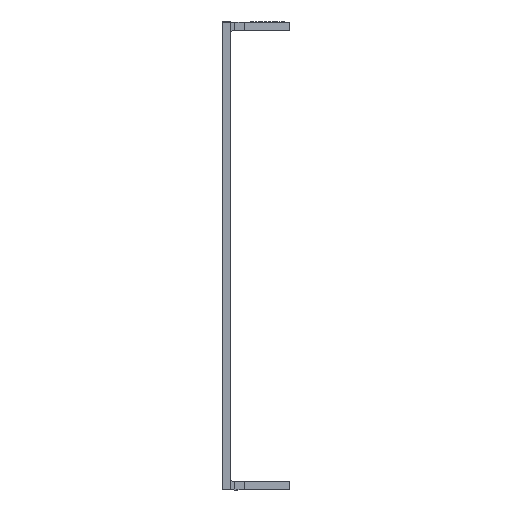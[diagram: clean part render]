
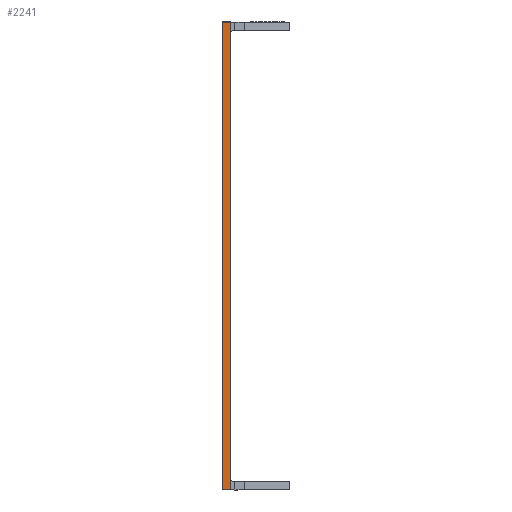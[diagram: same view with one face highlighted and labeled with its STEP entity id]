
A CAD part, left-side view. The second image highlights one B-rep face of the part: STEP entity #2241.
In plain terms, the highlighted planar face has unit normal (-1, 0, 0).
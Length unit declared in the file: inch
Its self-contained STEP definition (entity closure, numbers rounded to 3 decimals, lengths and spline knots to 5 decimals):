
#142 = CARTESIAN_POINT ( 'NONE',  ( -9.5, 0.06, -1.74 ) ) ;
#242 = VERTEX_POINT ( 'NONE', #23535 ) ;
#2241 = ADVANCED_FACE ( 'NONE', ( #3687 ), #28006, .T. ) ;
#2705 = ORIENTED_EDGE ( 'NONE', *, *, #13959, .F. ) ;
#3316 = VERTEX_POINT ( 'NONE', #3721 ) ;
#3326 = EDGE_CURVE ( 'NONE', #21331, #3316, #15702, .T. ) ;
#3687 = FACE_OUTER_BOUND ( 'NONE', #17836, .T. ) ;
#3721 = CARTESIAN_POINT ( 'NONE',  ( -9.5, 0.06, 1.74 ) ) ;
#3882 = DIRECTION ( 'NONE',  ( 0., 0., 1. ) ) ;
#3991 = LINE ( 'NONE', #24051, #43621 ) ;
#4850 = DIRECTION ( 'NONE',  ( 0., 1., 0. ) ) ;
#5038 = ORIENTED_EDGE ( 'NONE', *, *, #21643, .T. ) ;
#5420 = VECTOR ( 'NONE', #3882, 39.37008 ) ;
#9170 = CARTESIAN_POINT ( 'NONE',  ( -9.5, 0., 1.74 ) ) ;
#11390 = VECTOR ( 'NONE', #17044, 39.37008 ) ;
#12494 = VERTEX_POINT ( 'NONE', #9170 ) ;
#13959 = EDGE_CURVE ( 'NONE', #242, #21331, #40782, .T. ) ;
#15551 = CARTESIAN_POINT ( 'NONE',  ( -9.5, 0.06, 1.74 ) ) ;
#15702 = LINE ( 'NONE', #15551, #5420 ) ;
#17044 = DIRECTION ( 'NONE',  ( 0., 1., 0. ) ) ;
#17836 = EDGE_LOOP ( 'NONE', ( #47662, #2705, #5038, #49586 ) ) ;
#17862 = DIRECTION ( 'NONE',  ( 0., 0., 1. ) ) ;
#21331 = VERTEX_POINT ( 'NONE', #142 ) ;
#21643 = EDGE_CURVE ( 'NONE', #242, #12494, #35822, .T. ) ;
#23535 = CARTESIAN_POINT ( 'NONE',  ( -9.5, 0., -1.74 ) ) ;
#24051 = CARTESIAN_POINT ( 'NONE',  ( -9.5, -38.63213, 1.74 ) ) ;
#25655 = VECTOR ( 'NONE', #17862, 39.37008 ) ;
#26786 = EDGE_CURVE ( 'NONE', #12494, #3316, #3991, .T. ) ;
#28006 = PLANE ( 'NONE',  #46106 ) ;
#35822 = LINE ( 'NONE', #36947, #25655 ) ;
#36947 = CARTESIAN_POINT ( 'NONE',  ( -9.5, 0., 1.74 ) ) ;
#39992 = CARTESIAN_POINT ( 'NONE',  ( -9.5, -38.63213, -1.74 ) ) ;
#40782 = LINE ( 'NONE', #39992, #11390 ) ;
#43621 = VECTOR ( 'NONE', #4850, 39.37008 ) ;
#44009 = DIRECTION ( 'NONE',  ( 0., 0., 1. ) ) ;
#44368 = DIRECTION ( 'NONE',  ( -1., 0., 0. ) ) ;
#44869 = CARTESIAN_POINT ( 'NONE',  ( -9.5, -38.63213, 1.74 ) ) ;
#46106 = AXIS2_PLACEMENT_3D ( 'NONE', #44869, #44368, #44009 ) ;
#47662 = ORIENTED_EDGE ( 'NONE', *, *, #3326, .F. ) ;
#49586 = ORIENTED_EDGE ( 'NONE', *, *, #26786, .T. ) ;
